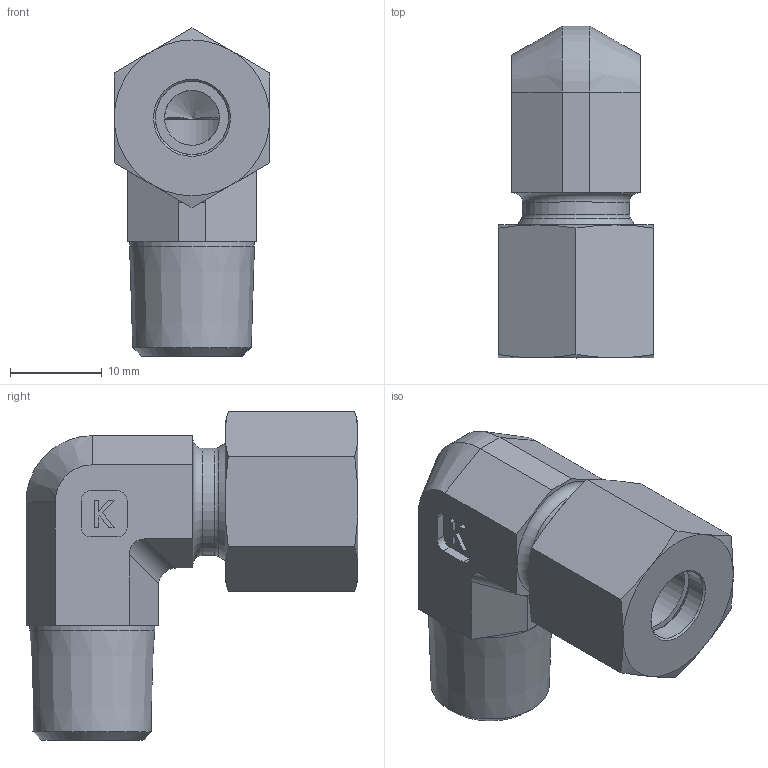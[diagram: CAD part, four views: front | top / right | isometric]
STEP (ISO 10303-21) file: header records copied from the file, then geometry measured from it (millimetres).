
FILE_DESCRIPTION((''),'2;1');
FILE_NAME('24002082814.stp','2014-08-26T10:53:26',(''),('KNOMI spol. s r. o.'),'Autodesk Inventor 2012','Autodesk Inventor 2012','');
FILE_SCHEMA(('AUTOMOTIVE_DESIGN { 1 2 10303 214 0 1 1 1 }'));
Length unit declared in the file: millimetre
Products named in the file (4): LHCR2K 8LRkuž R1/4/M14x1; 23002 082814; 3910814; 40108
Assembly tree (3 placements, depth 2):
  LHCR2K 8LRkuž R1/4/M14x1
    23002 082814
    3910814
    40108
Bounding box: 17 x 36.22 x 35.81 mm (x, y, z)
Volume: 7393.2 mm3; surface area: 5687 mm2
Topology: 3 solids, 3 shells, 98 faces, 243 edges, 161 vertices
Faces by surface type: plane 47, cone 29, cylinder 19, torus 3
Full cylindrical faces by diameter (mm): 6 x1, 8 x4, 10 x1, 11.7 x1, 12 x1, 12.376 x1, 13.626 x1, 14 x1
Entity records: 2917 total; most frequent: CARTESIAN_POINT 560, DIRECTION 452, ORIENTED_EDGE 394, EDGE_CURVE 197, AXIS2_PLACEMENT_3D 172, VERTEX_POINT 137, EDGE_LOOP 136, VECTOR 108
